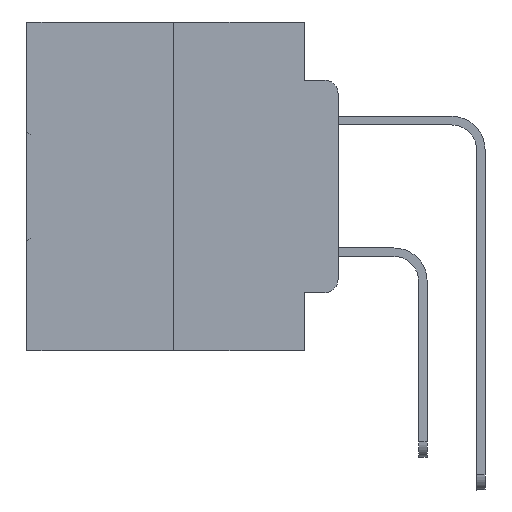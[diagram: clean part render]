
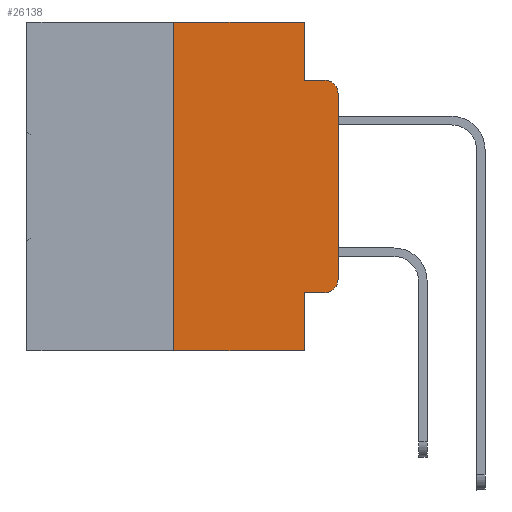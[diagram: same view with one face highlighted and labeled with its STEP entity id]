
A CAD part, left-side view. The second image highlights one B-rep face of the part: STEP entity #26138.
In plain terms, the highlighted planar face has unit normal (-1, 0, 0).
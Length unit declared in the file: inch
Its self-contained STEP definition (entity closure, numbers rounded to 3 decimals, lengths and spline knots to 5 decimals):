
#665 = DIRECTION ( 'NONE',  ( 0., 0., -1. ) ) ;
#1015 = VECTOR ( 'NONE', #20257, 39.37008 ) ;
#1192 = CARTESIAN_POINT ( 'NONE',  ( 0., 0.25, 0. ) ) ;
#1493 = DIRECTION ( 'NONE',  ( 0., 0., -1. ) ) ;
#1518 = VERTEX_POINT ( 'NONE', #24856 ) ;
#1648 = CARTESIAN_POINT ( 'NONE',  ( 0., 0.051, 0. ) ) ;
#2104 = CARTESIAN_POINT ( 'NONE',  ( 0., 0., 0. ) ) ;
#2134 = CARTESIAN_POINT ( 'NONE',  ( 0., 0.25, 0. ) ) ;
#2539 = EDGE_CURVE ( 'NONE', #26690, #18709, #3278, .T. ) ;
#2733 = EDGE_LOOP ( 'NONE', ( #10902, #22463, #10873, #21155, #10560, #22459, #19744, #9820, #21968, #13094 ) ) ;
#2782 = LINE ( 'NONE', #1648, #29233 ) ;
#3132 = VERTEX_POINT ( 'NONE', #16254 ) ;
#3278 = CIRCLE ( 'NONE', #28169, 0.02 ) ;
#3699 = VECTOR ( 'NONE', #31189, 39.37008 ) ;
#3816 = VERTEX_POINT ( 'NONE', #1192 ) ;
#7648 = DIRECTION ( 'NONE',  ( 0., -1., 0. ) ) ;
#8055 = CARTESIAN_POINT ( 'NONE',  ( 0., 0., -0.3915 ) ) ;
#9595 = DIRECTION ( 'NONE',  ( 0., -1., 0. ) ) ;
#9772 = EDGE_CURVE ( 'NONE', #14331, #26690, #22486, .T. ) ;
#9820 = ORIENTED_EDGE ( 'NONE', *, *, #11547, .F. ) ;
#10560 = ORIENTED_EDGE ( 'NONE', *, *, #18886, .F. ) ;
#10698 = LINE ( 'NONE', #14923, #1015 ) ;
#10822 = VERTEX_POINT ( 'NONE', #32816 ) ;
#10866 = CARTESIAN_POINT ( 'NONE',  ( 0., 0.02, -0.3915 ) ) ;
#10873 = ORIENTED_EDGE ( 'NONE', *, *, #20422, .F. ) ;
#10902 = ORIENTED_EDGE ( 'NONE', *, *, #25646, .T. ) ;
#11547 = EDGE_CURVE ( 'NONE', #14331, #3132, #2782, .T. ) ;
#12654 = VERTEX_POINT ( 'NONE', #25920 ) ;
#13094 = ORIENTED_EDGE ( 'NONE', *, *, #2539, .T. ) ;
#13102 = CARTESIAN_POINT ( 'NONE',  ( 0., 0.051, 0. ) ) ;
#13326 = EDGE_CURVE ( 'NONE', #16183, #3816, #18516, .T. ) ;
#13516 = DIRECTION ( 'NONE',  ( 0., 0., -1. ) ) ;
#13566 = CARTESIAN_POINT ( 'NONE',  ( 0., 0.25, -0.5 ) ) ;
#14094 = LINE ( 'NONE', #19318, #34130 ) ;
#14331 = VERTEX_POINT ( 'NONE', #32717 ) ;
#14923 = CARTESIAN_POINT ( 'NONE',  ( 0., 0.051, -0.0885 ) ) ;
#15063 = DIRECTION ( 'NONE',  ( 0., 0., -1. ) ) ;
#15724 = DIRECTION ( 'NONE',  ( 0., 0., -1. ) ) ;
#16183 = VERTEX_POINT ( 'NONE', #13566 ) ;
#16254 = CARTESIAN_POINT ( 'NONE',  ( 0., 0.051, -0.5 ) ) ;
#16664 = DIRECTION ( 'NONE',  ( -1., 0., 0. ) ) ;
#17096 = CARTESIAN_POINT ( 'NONE',  ( 0., 0.02, -0.4115 ) ) ;
#17483 = DIRECTION ( 'NONE',  ( 1., 0., 0. ) ) ;
#18170 = CARTESIAN_POINT ( 'NONE',  ( 0., 0.02, -0.0885 ) ) ;
#18516 = LINE ( 'NONE', #2134, #24655 ) ;
#18640 = EDGE_CURVE ( 'NONE', #12654, #1518, #28453, .T. ) ;
#18709 = VERTEX_POINT ( 'NONE', #8055 ) ;
#18886 = EDGE_CURVE ( 'NONE', #3816, #12654, #14094, .T. ) ;
#19318 = CARTESIAN_POINT ( 'NONE',  ( 0., 0.473, 0. ) ) ;
#19744 = ORIENTED_EDGE ( 'NONE', *, *, #24361, .T. ) ;
#20003 = VECTOR ( 'NONE', #7648, 39.37008 ) ;
#20257 = DIRECTION ( 'NONE',  ( 0., -1., 0. ) ) ;
#20422 = EDGE_CURVE ( 'NONE', #1518, #26318, #10698, .T. ) ;
#21155 = ORIENTED_EDGE ( 'NONE', *, *, #18640, .F. ) ;
#21968 = ORIENTED_EDGE ( 'NONE', *, *, #9772, .T. ) ;
#22177 = EDGE_CURVE ( 'NONE', #10822, #26318, #23019, .T. ) ;
#22459 = ORIENTED_EDGE ( 'NONE', *, *, #13326, .F. ) ;
#22463 = ORIENTED_EDGE ( 'NONE', *, *, #22177, .T. ) ;
#22486 = LINE ( 'NONE', #26085, #20003 ) ;
#22778 = CARTESIAN_POINT ( 'NONE',  ( 0., 0.473, -0.5 ) ) ;
#23019 = CIRCLE ( 'NONE', #30119, 0.02 ) ;
#23330 = VECTOR ( 'NONE', #9595, 39.37008 ) ;
#24140 = LINE ( 'NONE', #22778, #23330 ) ;
#24361 = EDGE_CURVE ( 'NONE', #16183, #3132, #24140, .T. ) ;
#24655 = VECTOR ( 'NONE', #33823, 39.37008 ) ;
#24856 = CARTESIAN_POINT ( 'NONE',  ( 0., 0.051, -0.0885 ) ) ;
#25250 = CARTESIAN_POINT ( 'NONE',  ( 0., 0.473, 0. ) ) ;
#25646 = EDGE_CURVE ( 'NONE', #18709, #10822, #31734, .T. ) ;
#25920 = CARTESIAN_POINT ( 'NONE',  ( 0., 0.051, 0. ) ) ;
#26085 = CARTESIAN_POINT ( 'NONE',  ( 0., 0.051, -0.4115 ) ) ;
#26138 = ADVANCED_FACE ( 'NONE', ( #29253 ), #33074, .F. ) ;
#26318 = VERTEX_POINT ( 'NONE', #18170 ) ;
#26690 = VERTEX_POINT ( 'NONE', #17096 ) ;
#27636 = VECTOR ( 'NONE', #15724, 39.37008 ) ;
#28038 = AXIS2_PLACEMENT_3D ( 'NONE', #25250, #17483, #1493 ) ;
#28169 = AXIS2_PLACEMENT_3D ( 'NONE', #10866, #29192, #13516 ) ;
#28453 = LINE ( 'NONE', #13102, #27636 ) ;
#29192 = DIRECTION ( 'NONE',  ( -1., 0., 0. ) ) ;
#29233 = VECTOR ( 'NONE', #15063, 39.37008 ) ;
#29253 = FACE_OUTER_BOUND ( 'NONE', #2733, .T. ) ;
#29770 = DIRECTION ( 'NONE',  ( 0., -1., 0. ) ) ;
#30119 = AXIS2_PLACEMENT_3D ( 'NONE', #32290, #16664, #665 ) ;
#31189 = DIRECTION ( 'NONE',  ( 0., 0., 1. ) ) ;
#31734 = LINE ( 'NONE', #2104, #3699 ) ;
#32290 = CARTESIAN_POINT ( 'NONE',  ( 0., 0.02, -0.1085 ) ) ;
#32717 = CARTESIAN_POINT ( 'NONE',  ( 0., 0.051, -0.4115 ) ) ;
#32816 = CARTESIAN_POINT ( 'NONE',  ( 0., 0., -0.1085 ) ) ;
#33074 = PLANE ( 'NONE',  #28038 ) ;
#33823 = DIRECTION ( 'NONE',  ( 0., 0., 1. ) ) ;
#34130 = VECTOR ( 'NONE', #29770, 39.37008 ) ;
